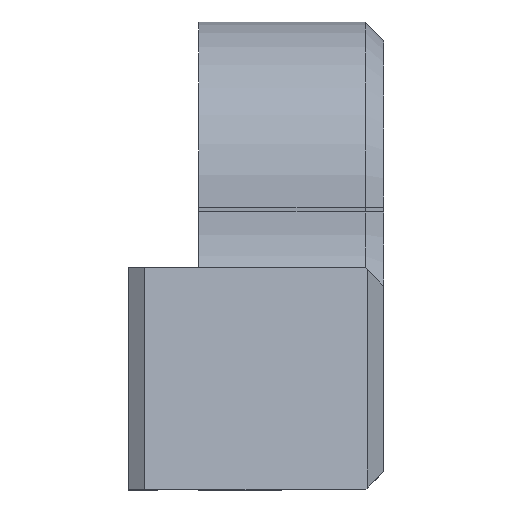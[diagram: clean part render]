
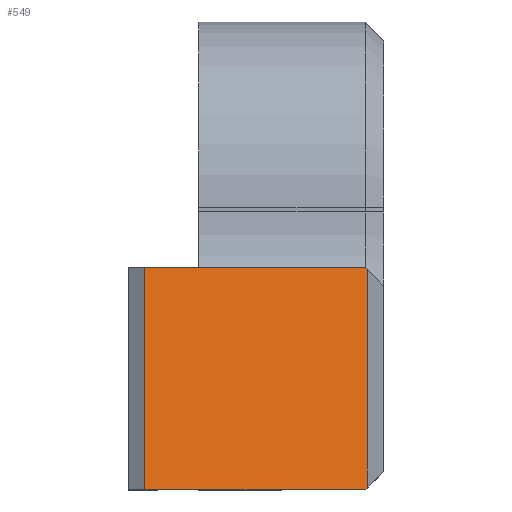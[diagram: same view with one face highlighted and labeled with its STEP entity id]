
A CAD part, front view. The second image highlights one B-rep face of the part: STEP entity #549.
In plain terms, the highlighted planar face has unit normal (0.447, -0.894, 0).
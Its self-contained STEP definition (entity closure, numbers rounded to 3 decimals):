
#91=ORIENTED_EDGE('',*,*,#241,.T.);
#92=ORIENTED_EDGE('',*,*,#242,.T.);
#93=ORIENTED_EDGE('',*,*,#243,.F.);
#94=ORIENTED_EDGE('',*,*,#244,.T.);
#95=ORIENTED_EDGE('',*,*,#245,.T.);
#96=ORIENTED_EDGE('',*,*,#246,.T.);
#241=EDGE_CURVE('',#316,#317,#355,.T.);
#242=EDGE_CURVE('',#317,#318,#356,.F.);
#243=EDGE_CURVE('',#319,#318,#357,.F.);
#244=EDGE_CURVE('',#319,#320,#358,.T.);
#245=EDGE_CURVE('',#320,#321,#359,.T.);
#246=EDGE_CURVE('',#321,#316,#360,.T.);
#316=VERTEX_POINT('',#877);
#317=VERTEX_POINT('',#878);
#318=VERTEX_POINT('',#880);
#319=VERTEX_POINT('',#882);
#320=VERTEX_POINT('',#884);
#321=VERTEX_POINT('',#886);
#355=LINE('',#876,#412);
#356=LINE('',#879,#413);
#357=LINE('',#881,#414);
#358=LINE('',#883,#415);
#359=LINE('',#885,#416);
#360=LINE('',#887,#417);
#412=VECTOR('',#703,1000.);
#413=VECTOR('',#704,1000.);
#414=VECTOR('',#705,1000.);
#415=VECTOR('',#706,1000.);
#416=VECTOR('',#707,1000.);
#417=VECTOR('',#708,1000.);
#460=EDGE_LOOP('',(#91,#92,#93,#94,#95,#96));
#496=FACE_BOUND('',#460,.T.);
#527=PLANE('',#608);
#549=ADVANCED_FACE('',(#496),#527,.T.);
#608=AXIS2_PLACEMENT_3D('',#875,#701,#702);
#701=DIRECTION('',(0.447,-0.894,0.));
#702=DIRECTION('',(0.894,0.447,0.));
#703=DIRECTION('',(0.,0.,1.));
#704=DIRECTION('',(0.667,0.333,-0.667));
#705=DIRECTION('',(-0.894,-0.447,0.));
#706=DIRECTION('',(0.,0.,-1.));
#707=DIRECTION('',(0.894,0.447,0.));
#708=DIRECTION('',(0.667,0.333,0.667));
#875=CARTESIAN_POINT('',(2.105,0.553,-6.));
#876=CARTESIAN_POINT('',(6.453,2.726,-6.));
#877=CARTESIAN_POINT('',(6.453,2.726,-5.947));
#878=CARTESIAN_POINT('',(6.453,2.726,-0.053));
#879=CARTESIAN_POINT('',(6.681,2.84,-0.281));
#880=CARTESIAN_POINT('',(6.4,2.7,0.));
#881=CARTESIAN_POINT('',(2.105,0.553,0.));
#882=CARTESIAN_POINT('',(0.447,-0.276,0.));
#883=CARTESIAN_POINT('',(0.447,-0.276,-6.));
#884=CARTESIAN_POINT('',(0.447,-0.276,-6.));
#885=CARTESIAN_POINT('',(-125.844,-63.422,-6.));
#886=CARTESIAN_POINT('',(6.4,2.7,-6.));
#887=CARTESIAN_POINT('',(4.014,1.507,-8.386));
